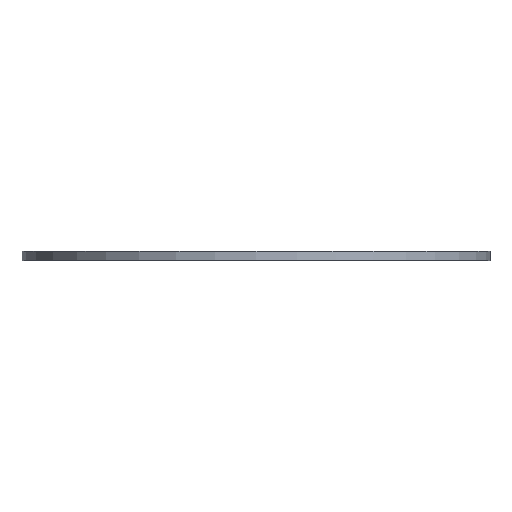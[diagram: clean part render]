
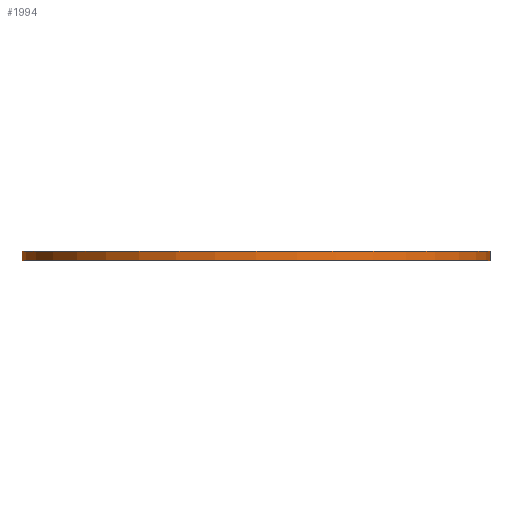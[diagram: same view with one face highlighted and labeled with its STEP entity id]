
A CAD part, top view. The second image highlights one B-rep face of the part: STEP entity #1994.
In plain terms, the highlighted cylindrical face has radius 2124.07 mm (diameter 4248.15 mm), a full revolution.
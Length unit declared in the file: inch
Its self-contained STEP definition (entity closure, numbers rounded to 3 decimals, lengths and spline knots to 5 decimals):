
#272=FACE_OUTER_BOUND('',#360,.T.);
#360=EDGE_LOOP('',(#1647,#1648,#1649,#1650));
#618=LINE('',#3402,#704);
#704=VECTOR('',#2880,83.625);
#875=CIRCLE('',#2275,83.625);
#876=CIRCLE('',#2276,83.625);
#1047=VERTEX_POINT('',#3399);
#1048=VERTEX_POINT('',#3401);
#1304=EDGE_CURVE('',#1047,#1047,#875,.T.);
#1305=EDGE_CURVE('',#1047,#1048,#618,.T.);
#1306=EDGE_CURVE('',#1048,#1048,#876,.T.);
#1647=ORIENTED_EDGE('',*,*,#1304,.F.);
#1648=ORIENTED_EDGE('',*,*,#1305,.T.);
#1649=ORIENTED_EDGE('',*,*,#1306,.T.);
#1650=ORIENTED_EDGE('',*,*,#1305,.F.);
#1908=CYLINDRICAL_SURFACE('',#2274,83.625);
#1994=ADVANCED_FACE('',(#272),#1908,.T.);
#2274=AXIS2_PLACEMENT_3D('',#3398,#2876,#2877);
#2275=AXIS2_PLACEMENT_3D('',#3400,#2878,#2879);
#2276=AXIS2_PLACEMENT_3D('',#3403,#2881,#2882);
#2876=DIRECTION('center_axis',(0.,1.,0.));
#2877=DIRECTION('ref_axis',(-1.,0.,0.));
#2878=DIRECTION('center_axis',(0.,1.,0.));
#2879=DIRECTION('ref_axis',(-1.,0.,0.));
#2880=DIRECTION('',(0.,-1.,0.));
#2881=DIRECTION('center_axis',(0.,1.,0.));
#2882=DIRECTION('ref_axis',(-1.,0.,0.));
#3398=CARTESIAN_POINT('Origin',(0.,0.,0.));
#3399=CARTESIAN_POINT('',(83.625,3.25,0.));
#3400=CARTESIAN_POINT('Origin',(0.,3.25,0.));
#3401=CARTESIAN_POINT('',(83.625,0.,0.));
#3402=CARTESIAN_POINT('',(83.625,0.,0.));
#3403=CARTESIAN_POINT('Origin',(0.,0.,0.));
